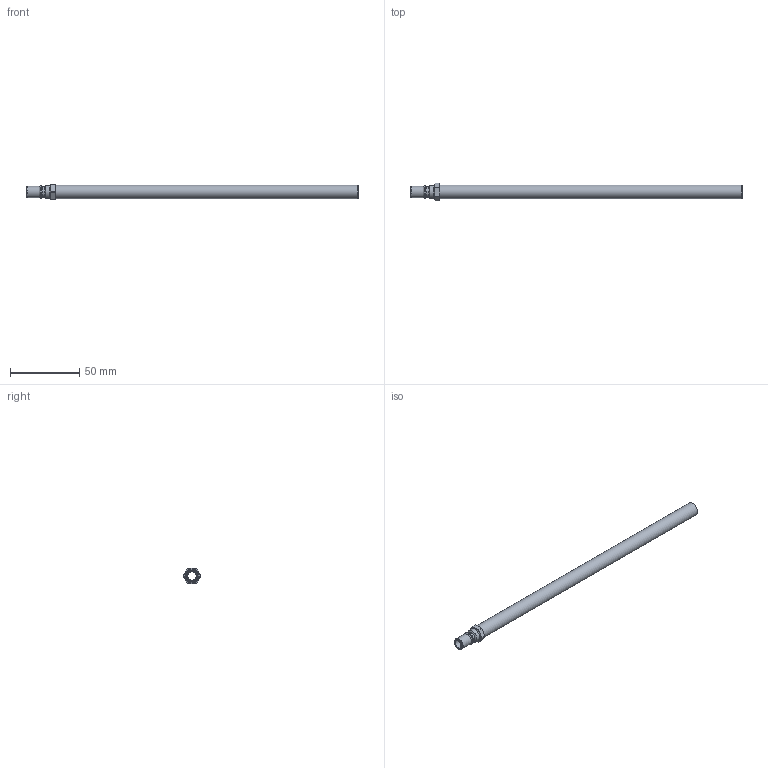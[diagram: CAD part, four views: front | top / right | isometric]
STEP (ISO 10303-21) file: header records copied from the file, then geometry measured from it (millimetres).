
FILE_DESCRIPTION(/* description */ ('ROHR'),/* implementation_level */ '2;1');
FILE_NAME(/* name */ 'ESFM 240 R.stp',/* time_stamp */ '2024-11-06T10:19:52+01:00',/* author */ (''),/* organization */ (''),/* preprocessor_version */ 'ST-DEVELOPER v18.1',/* originating_system */ 'Autodesk Inventor 2022',/* authorisation */ '');
FILE_SCHEMA (('AUTOMOTIVE_DESIGN { 1 0 10303 214 3 1 1 }','FEATURE_BASED_PROCESS_PLANNING','PROCESS_PLANNING_SCHEMA'));
Length unit declared in the file: millimetre
Products named in the file (2): Standard (mm); LUE_00044785
Assembly tree (1 placements, depth 2):
  Standard (mm)
    LUE_00044785
Bounding box: 240 x 12.5 x 11 mm (x, y, z)
Volume: 11785.5 mm3; surface area: 12142.5 mm2
Topology: 1 solids, 1 shells, 31 faces, 73 edges, 45 vertices
Faces by surface type: cylinder 12, plane 9, cone 7, torus 3
Full cylindrical faces by diameter (mm): 6 x1, 7.6 x1, 8.45 x1, 9.4 x2, 10 x1
Entity records: 1000 total; most frequent: DIRECTION 169, CARTESIAN_POINT 166, ORIENTED_EDGE 146, EDGE_CURVE 73, AXIS2_PLACEMENT_3D 69, VERTEX_POINT 45, CIRCLE 35, EDGE_LOOP 34
